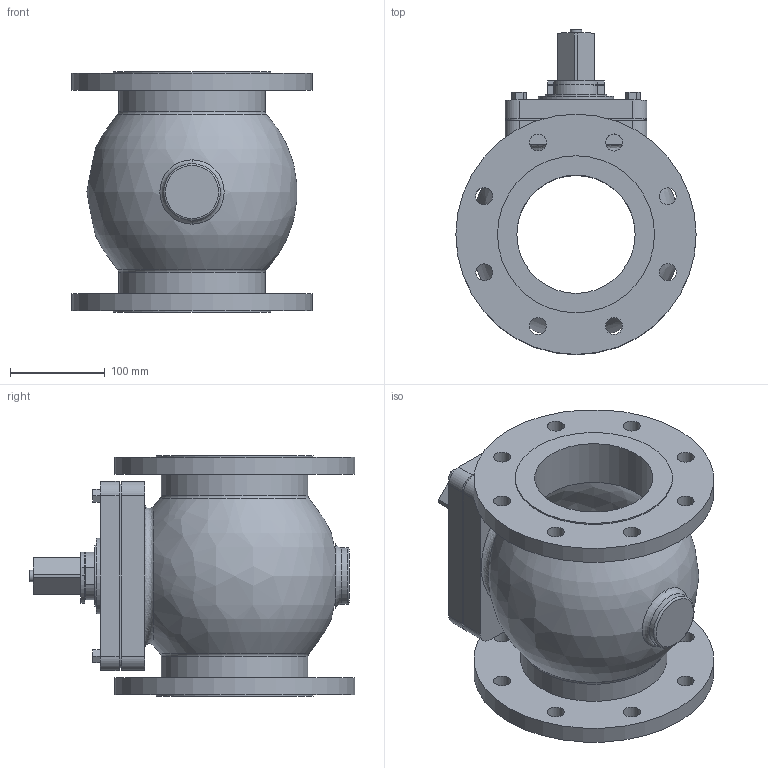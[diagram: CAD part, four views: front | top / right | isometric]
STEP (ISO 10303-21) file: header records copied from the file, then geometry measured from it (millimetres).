
FILE_DESCRIPTION(/* description */ ('ECCENTRIC PLUG VALVE VM4920 DN125'),/* implementation_level */ '2;1');
FILE_NAME(/* name */ 'ECCENTRIC PLUG VALVE VM4920 DN125.stp',/* time_stamp */ '2020-04-03T14:28:28+06:00',/* author */ ('rahul_marsute'),/* organization */ (''),/* preprocessor_version */ 'ST-DEVELOPER v18',/* originating_system */ 'Autodesk Inventor 2020',/* authorisation */ '');
FILE_SCHEMA (('AUTOMOTIVE_DESIGN { 1 0 10303 214 3 1 1 }'));
Length unit declared in the file: millimetre
Products named in the file (1): ECCENTRIC PLUG VALVE VM4920 DN125
Bounding box: 254 x 344 x 254 mm (x, y, z)
Volume: 4719845.1 mm3; surface area: 539416 mm2
Topology: 2 solids, 2 shells, 137 faces, 379 edges, 267 vertices
Faces by surface type: plane 81, cylinder 47, torus 4, bspline 3, sphere 2
Full cylindrical faces by diameter (mm): 12 x1, 18 x17, 25 x1, 60 x1, 65 x1, 80 x1, 125 x2, 155 x2, 166 x2, 254 x2
Entity records: 4957 total; most frequent: CARTESIAN_POINT 1144, DIRECTION 806, ORIENTED_EDGE 760, EDGE_CURVE 380, AXIS2_PLACEMENT_3D 294, VERTEX_POINT 269, LINE 218, VECTOR 218
